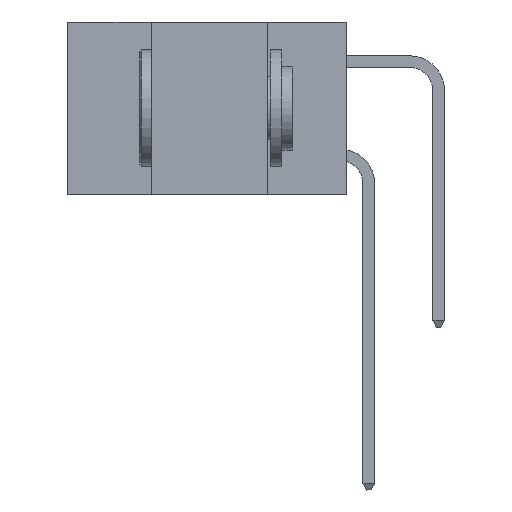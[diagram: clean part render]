
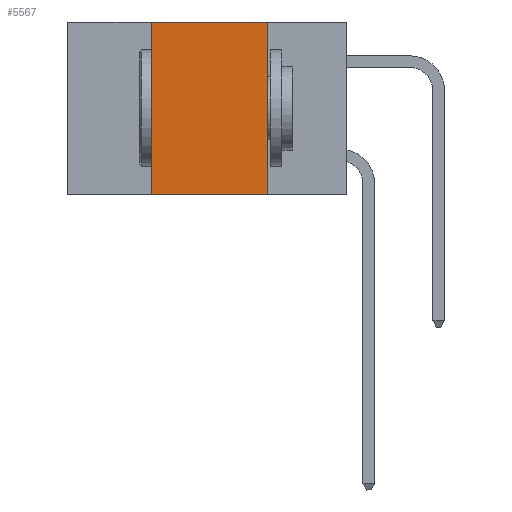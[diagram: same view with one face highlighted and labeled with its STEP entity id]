
A CAD part, left-side view. The second image highlights one B-rep face of the part: STEP entity #5567.
In plain terms, the highlighted planar face has unit normal (-1, 0, 0).
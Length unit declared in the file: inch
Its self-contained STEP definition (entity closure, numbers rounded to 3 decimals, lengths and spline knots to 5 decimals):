
#75 = CARTESIAN_POINT ( 'NONE',  ( 0., 0.6, 0. ) ) ;
#511 = LINE ( 'NONE', #75, #12418 ) ;
#1087 = EDGE_CURVE ( 'NONE', #30677, #5920, #1994, .T. ) ;
#1749 = ORIENTED_EDGE ( 'NONE', *, *, #24171, .F. ) ;
#1916 = CARTESIAN_POINT ( 'NONE',  ( 0., 0.42, 0. ) ) ;
#1994 = LINE ( 'NONE', #24274, #13978 ) ;
#4054 = LINE ( 'NONE', #1916, #22485 ) ;
#4210 = CARTESIAN_POINT ( 'NONE',  ( 0., 0.42, -0.37 ) ) ;
#5150 = FACE_OUTER_BOUND ( 'NONE', #30372, .T. ) ;
#5254 = PLANE ( 'NONE',  #9537 ) ;
#5360 = DIRECTION ( 'NONE',  ( 1., 0., 0. ) ) ;
#5567 = ADVANCED_FACE ( 'NONE', ( #5150 ), #5254, .F. ) ;
#5920 = VERTEX_POINT ( 'NONE', #28135 ) ;
#5968 = ORIENTED_EDGE ( 'NONE', *, *, #1087, .F. ) ;
#9537 = AXIS2_PLACEMENT_3D ( 'NONE', #19786, #5360, #22186 ) ;
#9557 = ORIENTED_EDGE ( 'NONE', *, *, #20991, .T. ) ;
#12324 = CARTESIAN_POINT ( 'NONE',  ( 0., 0.17, 0. ) ) ;
#12418 = VECTOR ( 'NONE', #14388, 39.37008 ) ;
#13376 = DIRECTION ( 'NONE',  ( 0., -1., 0. ) ) ;
#13835 = DIRECTION ( 'NONE',  ( 0., 0., 1. ) ) ;
#13978 = VECTOR ( 'NONE', #24596, 39.37008 ) ;
#14388 = DIRECTION ( 'NONE',  ( 0., -1., 0. ) ) ;
#14855 = VECTOR ( 'NONE', #13376, 39.37008 ) ;
#19786 = CARTESIAN_POINT ( 'NONE',  ( 0., 0.6, 0. ) ) ;
#20991 = EDGE_CURVE ( 'NONE', #26592, #5920, #26818, .T. ) ;
#21225 = CARTESIAN_POINT ( 'NONE',  ( 0., 0.42, 0. ) ) ;
#22186 = DIRECTION ( 'NONE',  ( 0., 0., -1. ) ) ;
#22485 = VECTOR ( 'NONE', #13835, 39.37008 ) ;
#24171 = EDGE_CURVE ( 'NONE', #26592, #27514, #4054, .T. ) ;
#24274 = CARTESIAN_POINT ( 'NONE',  ( 0., 0.17, 0. ) ) ;
#24596 = DIRECTION ( 'NONE',  ( 0., 0., -1. ) ) ;
#26592 = VERTEX_POINT ( 'NONE', #4210 ) ;
#26809 = ORIENTED_EDGE ( 'NONE', *, *, #28847, .F. ) ;
#26818 = LINE ( 'NONE', #27713, #14855 ) ;
#27514 = VERTEX_POINT ( 'NONE', #21225 ) ;
#27713 = CARTESIAN_POINT ( 'NONE',  ( 0., 0.6, -0.37 ) ) ;
#28135 = CARTESIAN_POINT ( 'NONE',  ( 0., 0.17, -0.37 ) ) ;
#28847 = EDGE_CURVE ( 'NONE', #27514, #30677, #511, .T. ) ;
#30372 = EDGE_LOOP ( 'NONE', ( #5968, #26809, #1749, #9557 ) ) ;
#30677 = VERTEX_POINT ( 'NONE', #12324 ) ;
